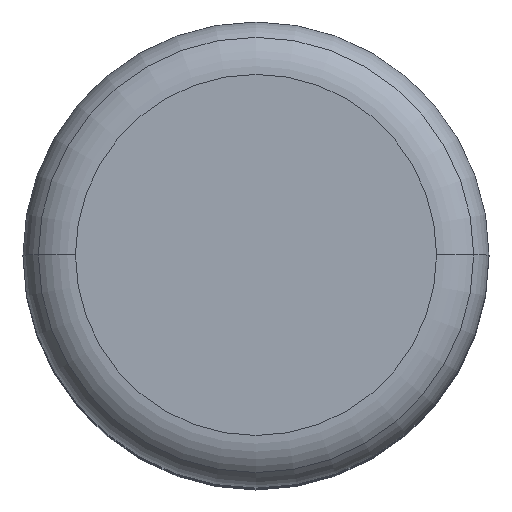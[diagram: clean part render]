
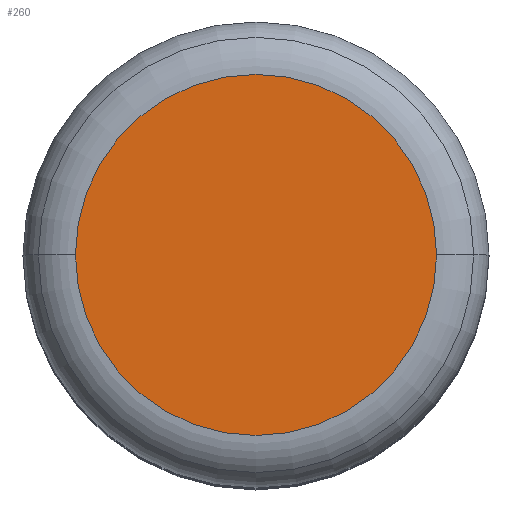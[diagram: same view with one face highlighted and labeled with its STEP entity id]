
A CAD part, top view. The second image highlights one B-rep face of the part: STEP entity #260.
In plain terms, the highlighted planar face has unit normal (0, 0, 1).
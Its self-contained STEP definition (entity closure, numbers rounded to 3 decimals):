
#109=CARTESIAN_POINT('',(0.,0.,16.2));
#110=DIRECTION('',(0.,0.,-1.));
#111=DIRECTION('',(-1.,0.,0.));
#112=AXIS2_PLACEMENT_3D('',#109,#110,#111);
#117=CARTESIAN_POINT('',(0.,0.,16.2));
#118=DIRECTION('',(0.,0.,-1.));
#119=DIRECTION('',(1.,0.,0.));
#120=AXIS2_PLACEMENT_3D('',#117,#118,#119);
#211=CARTESIAN_POINT('',(-8.6,0.,16.2));
#212=CARTESIAN_POINT('',(8.6,0.,16.2));
#213=VERTEX_POINT('',#211);
#214=VERTEX_POINT('',#212);
#250=CARTESIAN_POINT('',(0.,0.,16.2));
#251=DIRECTION('',(0.,0.,1.));
#252=DIRECTION('',(1.,0.,0.));
#253=AXIS2_PLACEMENT_3D('',#250,#251,#252);
#254=PLANE('',#253);
#255=ORIENTED_EDGE('',*,*,#232,.T.);
#257=ORIENTED_EDGE('',*,*,#256,.T.);
#258=EDGE_LOOP('',(#255,#257));
#259=FACE_OUTER_BOUND('',#258,.F.);
#113=CIRCLE('',#112,8.6);
#121=CIRCLE('',#120,8.6);
#232=EDGE_CURVE('',#213,#214,#113,.T.);
#256=EDGE_CURVE('',#214,#213,#121,.T.);
#260=ADVANCED_FACE('',(#259),#254,.T.);
